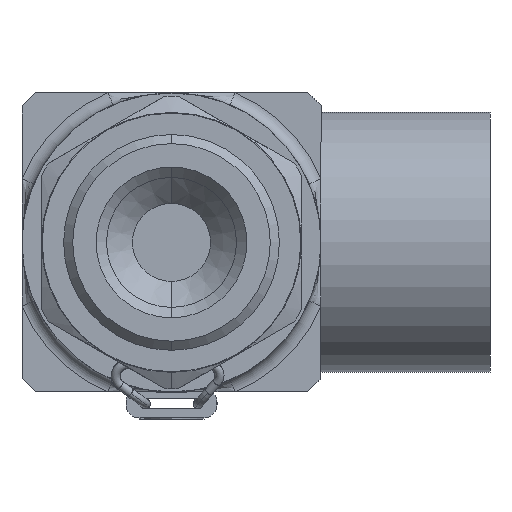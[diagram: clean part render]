
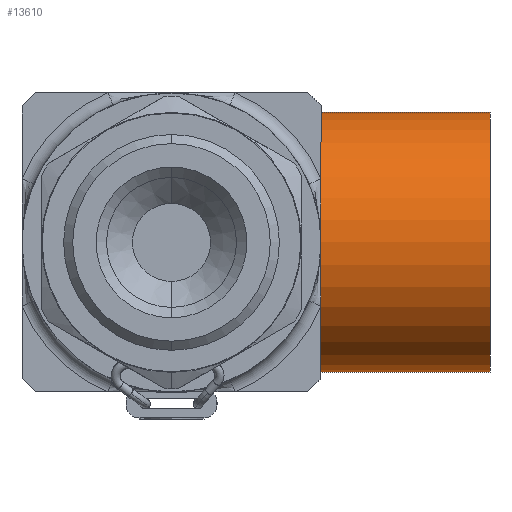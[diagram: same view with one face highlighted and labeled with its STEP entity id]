
A CAD part, front view. The second image highlights one B-rep face of the part: STEP entity #13610.
In plain terms, the highlighted cylindrical face has radius 10 mm (diameter 20 mm), a partial arc.
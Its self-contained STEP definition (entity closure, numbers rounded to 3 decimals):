
#150 = ORIENTED_EDGE ( 'NONE', *, *, #7976, .T. ) ;
#180 = LINE ( 'NONE', #8132, #3452 ) ;
#1096 = CARTESIAN_POINT ( 'NONE',  ( 11.5, 13., -10. ) ) ;
#1553 = CARTESIAN_POINT ( 'NONE',  ( 24.5, 13., 10. ) ) ;
#1585 = VERTEX_POINT ( 'NONE', #3057 ) ;
#2131 = CIRCLE ( 'NONE', #13197, 10. ) ;
#2211 = VECTOR ( 'NONE', #12873, 1000. ) ;
#3057 = CARTESIAN_POINT ( 'NONE',  ( 24.5, 13., -10. ) ) ;
#3277 = DIRECTION ( 'NONE',  ( -1., 0., 0. ) ) ;
#3452 = VECTOR ( 'NONE', #12341, 1000. ) ;
#4383 = DIRECTION ( 'NONE',  ( 1., 0., 0. ) ) ;
#7360 = ORIENTED_EDGE ( 'NONE', *, *, #15942, .F. ) ;
#7808 = ORIENTED_EDGE ( 'NONE', *, *, #9453, .F. ) ;
#7976 = EDGE_CURVE ( 'NONE', #13150, #12388, #17141, .T. ) ;
#8132 = CARTESIAN_POINT ( 'NONE',  ( 24.5, 13., -10. ) ) ;
#8361 = CARTESIAN_POINT ( 'NONE',  ( 24.5, 13., 0. ) ) ;
#8476 = FACE_OUTER_BOUND ( 'NONE', #8669, .T. ) ;
#8669 = EDGE_LOOP ( 'NONE', ( #7808, #7360, #150, #16700 ) ) ;
#9051 = CARTESIAN_POINT ( 'NONE',  ( 24.5, 13., 10. ) ) ;
#9151 = DIRECTION ( 'NONE',  ( 0., 0., 1. ) ) ;
#9453 = EDGE_CURVE ( 'NONE', #1585, #14786, #180, .T. ) ;
#9775 = DIRECTION ( 'NONE',  ( 0., 0., -1. ) ) ;
#10139 = CARTESIAN_POINT ( 'NONE',  ( 24.5, 13., 0. ) ) ;
#11638 = AXIS2_PLACEMENT_3D ( 'NONE', #10139, #3277, #9151 ) ;
#12054 = AXIS2_PLACEMENT_3D ( 'NONE', #12753, #4383, #14162 ) ;
#12341 = DIRECTION ( 'NONE',  ( -1., 0., 0. ) ) ;
#12388 = VERTEX_POINT ( 'NONE', #15455 ) ;
#12753 = CARTESIAN_POINT ( 'NONE',  ( 11.5, 13., 0. ) ) ;
#12873 = DIRECTION ( 'NONE',  ( -1., 0., 0. ) ) ;
#13150 = VERTEX_POINT ( 'NONE', #9051 ) ;
#13197 = AXIS2_PLACEMENT_3D ( 'NONE', #8361, #18146, #9775 ) ;
#13610 = ADVANCED_FACE ( 'NONE', ( #8476 ), #17864, .T. ) ;
#14162 = DIRECTION ( 'NONE',  ( 0., 0., 1. ) ) ;
#14757 = CIRCLE ( 'NONE', #12054, 10. ) ;
#14786 = VERTEX_POINT ( 'NONE', #1096 ) ;
#15455 = CARTESIAN_POINT ( 'NONE',  ( 11.5, 13., 10. ) ) ;
#15942 = EDGE_CURVE ( 'NONE', #13150, #1585, #2131, .T. ) ;
#16700 = ORIENTED_EDGE ( 'NONE', *, *, #16843, .T. ) ;
#16843 = EDGE_CURVE ( 'NONE', #12388, #14786, #14757, .T. ) ;
#17141 = LINE ( 'NONE', #1553, #2211 ) ;
#17864 = CYLINDRICAL_SURFACE ( 'NONE', #11638, 10. ) ;
#18146 = DIRECTION ( 'NONE',  ( 1., 0., 0. ) ) ;
